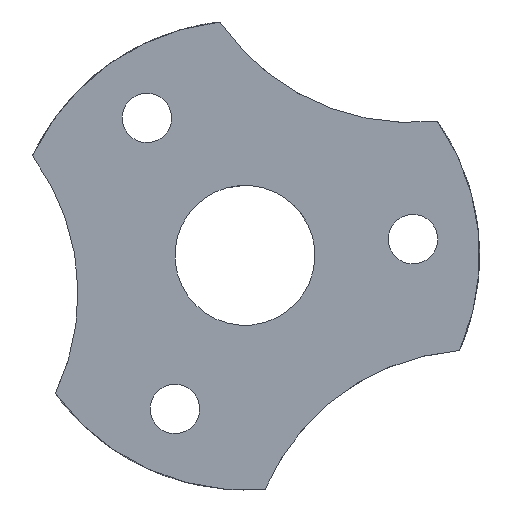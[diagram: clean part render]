
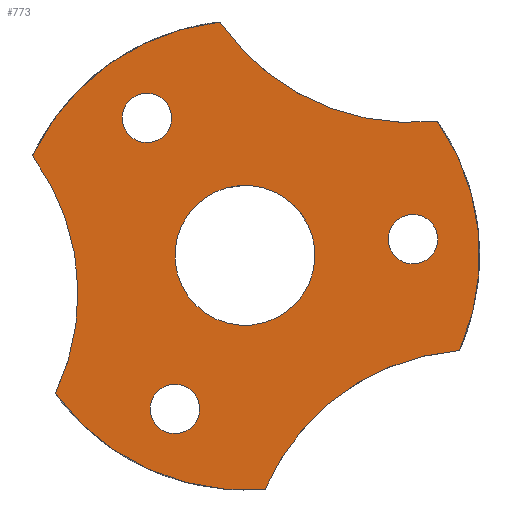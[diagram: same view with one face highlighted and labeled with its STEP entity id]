
A CAD part, left-side view. The second image highlights one B-rep face of the part: STEP entity #773.
In plain terms, the highlighted planar face has unit normal (-1, 0, 0).
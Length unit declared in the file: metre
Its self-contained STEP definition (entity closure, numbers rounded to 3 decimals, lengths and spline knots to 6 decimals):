
#82=PLANE('',#854);
#237=ORIENTED_EDGE('',*,*,#459,.F.);
#238=ORIENTED_EDGE('',*,*,#449,.F.);
#239=ORIENTED_EDGE('',*,*,#460,.F.);
#240=ORIENTED_EDGE('',*,*,#453,.F.);
#241=ORIENTED_EDGE('',*,*,#461,.F.);
#242=ORIENTED_EDGE('',*,*,#457,.F.);
#243=ORIENTED_EDGE('',*,*,#462,.F.);
#244=ORIENTED_EDGE('',*,*,#463,.F.);
#245=ORIENTED_EDGE('',*,*,#464,.F.);
#246=ORIENTED_EDGE('',*,*,#465,.F.);
#449=EDGE_CURVE('',#558,#559,#604,.T.);
#453=EDGE_CURVE('',#560,#561,#606,.T.);
#457=EDGE_CURVE('',#562,#563,#608,.T.);
#459=EDGE_CURVE('',#564,#564,#609,.T.);
#460=EDGE_CURVE('',#561,#558,#610,.F.);
#461=EDGE_CURVE('',#563,#560,#611,.F.);
#462=EDGE_CURVE('',#559,#562,#612,.F.);
#463=EDGE_CURVE('',#565,#565,#613,.F.);
#464=EDGE_CURVE('',#566,#566,#614,.F.);
#465=EDGE_CURVE('',#567,#567,#615,.F.);
#558=VERTEX_POINT('',#1356);
#559=VERTEX_POINT('',#1358);
#560=VERTEX_POINT('',#1363);
#561=VERTEX_POINT('',#1365);
#562=VERTEX_POINT('',#1370);
#563=VERTEX_POINT('',#1372);
#564=VERTEX_POINT('',#1376);
#565=VERTEX_POINT('',#1381);
#566=VERTEX_POINT('',#1383);
#567=VERTEX_POINT('',#1385);
#604=CIRCLE('',#847,0.011311);
#606=CIRCLE('',#850,0.011311);
#608=CIRCLE('',#853,0.011311);
#609=CIRCLE('',#855,0.003373);
#610=CIRCLE('',#856,0.011135);
#611=CIRCLE('',#857,0.011135);
#612=CIRCLE('',#858,0.011135);
#613=CIRCLE('',#859,0.001191);
#614=CIRCLE('',#860,0.001191);
#615=CIRCLE('',#861,0.001191);
#641=EDGE_LOOP('',(#237));
#642=EDGE_LOOP('',(#238,#239,#240,#241,#242,#243));
#643=EDGE_LOOP('',(#244));
#644=EDGE_LOOP('',(#245));
#645=EDGE_LOOP('',(#246));
#702=FACE_BOUND('',#641,.T.);
#703=FACE_BOUND('',#642,.T.);
#704=FACE_BOUND('',#643,.T.);
#705=FACE_BOUND('',#644,.T.);
#706=FACE_BOUND('',#645,.T.);
#773=ADVANCED_FACE('',(#702,#703,#704,#705,#706),#82,.T.);
#847=AXIS2_PLACEMENT_3D('',#1357,#958,#959);
#850=AXIS2_PLACEMENT_3D('',#1364,#966,#967);
#853=AXIS2_PLACEMENT_3D('',#1371,#974,#975);
#854=AXIS2_PLACEMENT_3D('',#1374,#977,#978);
#855=AXIS2_PLACEMENT_3D('',#1375,#979,#980);
#856=AXIS2_PLACEMENT_3D('',#1377,#981,#982);
#857=AXIS2_PLACEMENT_3D('',#1378,#983,#984);
#858=AXIS2_PLACEMENT_3D('',#1379,#985,#986);
#859=AXIS2_PLACEMENT_3D('',#1380,#987,#988);
#860=AXIS2_PLACEMENT_3D('',#1382,#989,#990);
#861=AXIS2_PLACEMENT_3D('',#1384,#991,#992);
#958=DIRECTION('',(1.,0.,0.));
#959=DIRECTION('',(0.,0.581,0.814));
#966=DIRECTION('',(1.,0.,0.));
#967=DIRECTION('',(0.,0.581,0.814));
#974=DIRECTION('',(1.,0.,0.));
#975=DIRECTION('',(0.,0.581,0.814));
#977=DIRECTION('',(-1.,0.,0.));
#978=DIRECTION('',(0.,0.814,-0.581));
#979=DIRECTION('',(-1.,0.,0.));
#980=DIRECTION('',(0.,-0.581,-0.814));
#981=DIRECTION('',(1.,0.,0.));
#982=DIRECTION('',(0.,0.581,0.814));
#983=DIRECTION('',(1.,0.,0.));
#984=DIRECTION('',(0.,0.581,0.814));
#985=DIRECTION('',(1.,0.,0.));
#986=DIRECTION('',(0.,0.581,0.814));
#987=DIRECTION('',(1.,0.,0.));
#988=DIRECTION('',(0.,0.581,0.814));
#989=DIRECTION('',(1.,0.,0.));
#990=DIRECTION('',(0.,0.581,0.814));
#991=DIRECTION('',(1.,0.,0.));
#992=DIRECTION('',(0.,0.581,0.814));
#1356=CARTESIAN_POINT('',(-0.031317,0.500447,-0.011323));
#1357=CARTESIAN_POINT('',(-0.031317,0.501418,-0.000053));
#1358=CARTESIAN_POINT('',(-0.031317,0.510559,-0.006714));
#1363=CARTESIAN_POINT('',(-0.031317,0.492143,0.006422));
#1364=CARTESIAN_POINT('',(-0.031317,0.501418,-0.000053));
#1365=CARTESIAN_POINT('',(-0.031317,0.491078,-0.00464));
#1370=CARTESIAN_POINT('',(-0.031317,0.511662,0.004741));
#1371=CARTESIAN_POINT('',(-0.031317,0.501418,-0.000053));
#1372=CARTESIAN_POINT('',(-0.031317,0.502615,0.011194));
#1374=CARTESIAN_POINT('',(-0.031317,0.501418,-0.000053));
#1375=CARTESIAN_POINT('',(-0.031317,0.501418,-0.000053));
#1376=CARTESIAN_POINT('',(-0.031317,0.499459,-0.0028));
#1377=CARTESIAN_POINT('',(-0.031317,0.490227,-0.015742));
#1378=CARTESIAN_POINT('',(-0.031317,0.493426,0.017482));
#1379=CARTESIAN_POINT('',(-0.031317,0.5206,-0.0019));
#1380=CARTESIAN_POINT('',(-0.031317,0.506142,0.00657));
#1381=CARTESIAN_POINT('',(-0.031317,0.506834,0.00754));
#1382=CARTESIAN_POINT('',(-0.031317,0.493319,0.000726));
#1383=CARTESIAN_POINT('',(-0.031317,0.494011,0.001696));
#1384=CARTESIAN_POINT('',(-0.031317,0.504792,-0.007457));
#1385=CARTESIAN_POINT('',(-0.031317,0.505483,-0.006487));
